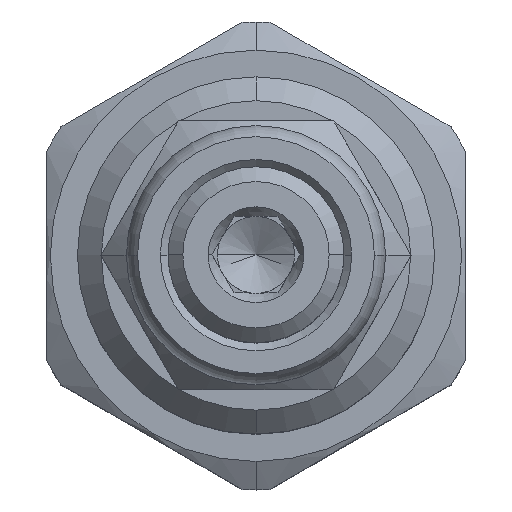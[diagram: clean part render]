
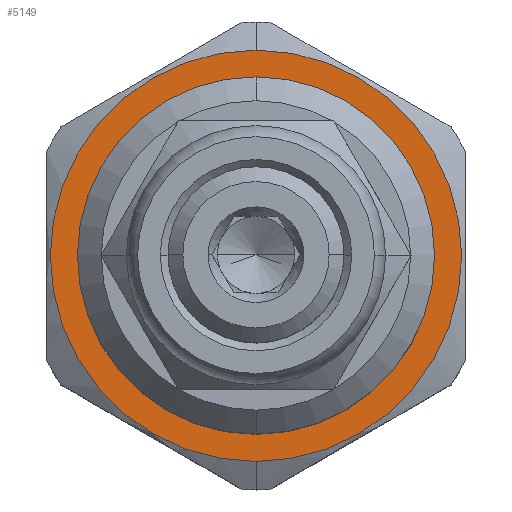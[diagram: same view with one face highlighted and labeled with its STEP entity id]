
A CAD part, top view. The second image highlights one B-rep face of the part: STEP entity #5149.
In plain terms, the highlighted planar face has unit normal (0, 0, 1).
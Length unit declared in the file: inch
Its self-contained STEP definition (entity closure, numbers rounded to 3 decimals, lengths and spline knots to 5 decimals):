
#208=CARTESIAN_POINT('',(0.,0.,2.246));
#209=DIRECTION('',(0.,0.,1.));
#210=DIRECTION('',(0.,-1.,0.));
#211=AXIS2_PLACEMENT_3D('',#208,#209,#210);
#213=CARTESIAN_POINT('',(0.,0.,2.246));
#214=DIRECTION('',(0.,0.,-1.));
#215=DIRECTION('',(0.,-1.,0.));
#216=AXIS2_PLACEMENT_3D('',#213,#214,#215);
#222=CARTESIAN_POINT('',(0.,0.,2.246));
#223=DIRECTION('',(0.,0.,-1.));
#224=DIRECTION('',(0.,-1.,0.));
#225=AXIS2_PLACEMENT_3D('',#222,#223,#224);
#461=CARTESIAN_POINT('',(0.,0.,2.246));
#462=DIRECTION('',(0.,0.,1.));
#463=DIRECTION('',(0.,-1.,0.));
#464=AXIS2_PLACEMENT_3D('',#461,#462,#463);
#4449=CARTESIAN_POINT('',(0.,-0.43,2.246));
#4451=VERTEX_POINT('',#4449);
#4457=CARTESIAN_POINT('',(0.,0.43,2.246));
#4459=VERTEX_POINT('',#4457);
#4465=CARTESIAN_POINT('',(0.,-0.3735,2.246));
#4466=CARTESIAN_POINT('',(0.,0.3735,2.246));
#4467=VERTEX_POINT('',#4465);
#4468=VERTEX_POINT('',#4466);
#5134=CARTESIAN_POINT('',(0.,0.,2.246));
#5135=DIRECTION('',(0.,0.,1.));
#5136=DIRECTION('',(0.,-1.,0.));
#5137=AXIS2_PLACEMENT_3D('',#5134,#5135,#5136);
#5138=PLANE('',#5137);
#5140=ORIENTED_EDGE('',*,*,#5139,.T.);
#5142=ORIENTED_EDGE('',*,*,#5141,.F.);
#5143=EDGE_LOOP('',(#5140,#5142));
#5144=FACE_OUTER_BOUND('',#5143,.F.);
#5145=ORIENTED_EDGE('',*,*,#5099,.T.);
#5146=ORIENTED_EDGE('',*,*,#5127,.F.);
#5147=EDGE_LOOP('',(#5145,#5146));
#5148=FACE_BOUND('',#5147,.F.);
#5149=ADVANCED_FACE('',(#5144,#5148),#5138,.T.);
#212=CIRCLE('',#211,0.3735);
#217=CIRCLE('',#216,0.3735);
#226=CIRCLE('',#225,0.43);
#465=CIRCLE('',#464,0.43);
#5099=EDGE_CURVE('',#4467,#4468,#212,.T.);
#5127=EDGE_CURVE('',#4467,#4468,#217,.T.);
#5139=EDGE_CURVE('',#4451,#4459,#226,.T.);
#5141=EDGE_CURVE('',#4451,#4459,#465,.T.);
